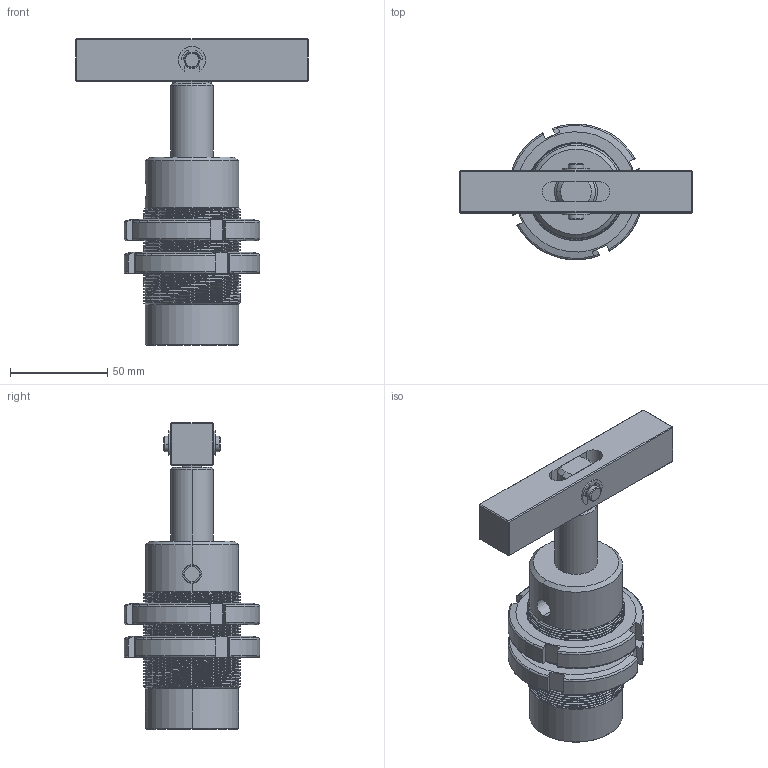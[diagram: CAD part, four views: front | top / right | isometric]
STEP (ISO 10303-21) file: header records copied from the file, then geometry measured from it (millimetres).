
FILE_DESCRIPTION (( 'STEP AP214' ), '1' );
FILE_NAME ('NDT-32B.STEP', '2019-05-22T10:49:01', ( '' ), ( '' ), 'SwSTEP 2.0', 'SolidWorks 2016', '' );
FILE_SCHEMA (( 'AUTOMOTIVE_DESIGN' ));
Length unit declared in the file: millimetre
Products named in the file (6): NDT-32B; 埴蹟譫-32; 种粣-32; 邧揤旋-32; 縐銅え-32; NDT-32B-BT
Assembly tree (7 placements, depth 2):
  NDT-32B
    NDT-32B-BT
    縐銅え-32  x2
    邧揤旋-32
    种粣-32
    埴蹟譫-32  x2
Bounding box: 120 x 69.98 x 158 mm (x, y, z)
Volume: 287283.9 mm3; surface area: 58048.9 mm2
Topology: 7 solids, 7 shells, 303 faces, 792 edges, 511 vertices
Faces by surface type: cylinder 160, plane 91, cone 30, torus 16, bspline 6
Entity records: 12572 total; most frequent: CARTESIAN_POINT 7045, ORIENTED_EDGE 1212, DIRECTION 1018, EDGE_CURVE 606, VERTEX_POINT 387, AXIS2_PLACEMENT_3D 379, VECTOR 260, LINE 260
